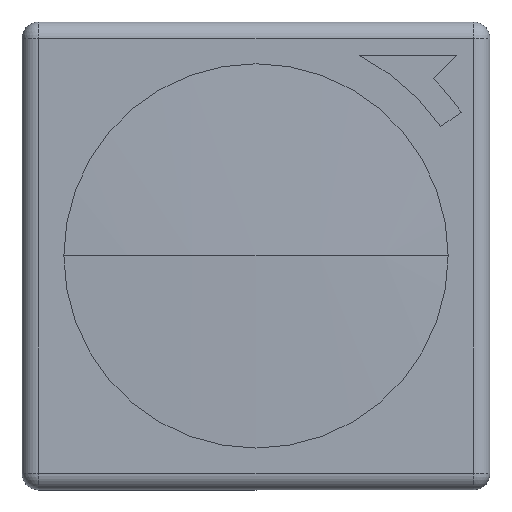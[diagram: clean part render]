
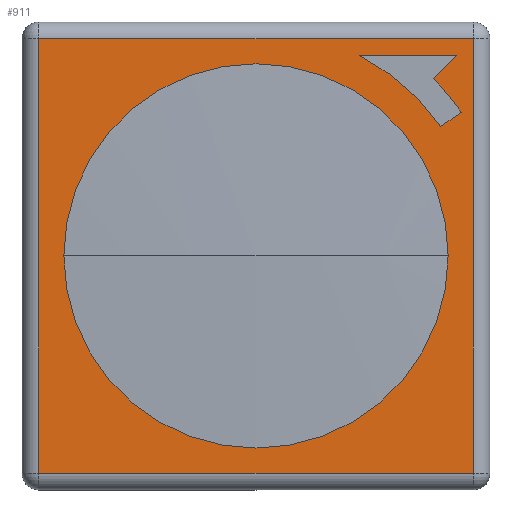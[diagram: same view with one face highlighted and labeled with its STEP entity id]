
A CAD part, top view. The second image highlights one B-rep face of the part: STEP entity #911.
In plain terms, the highlighted planar face has unit normal (0, 0, 1).
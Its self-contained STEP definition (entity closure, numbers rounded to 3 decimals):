
#1 = EDGE_CURVE ( 'NONE', #775, #90, #844, .T. ) ;
#10 = CARTESIAN_POINT ( 'NONE',  ( 0., 0., 0. ) ) ;
#23 = DIRECTION ( 'NONE',  ( 0., 0., -1. ) ) ;
#31 = CARTESIAN_POINT ( 'NONE',  ( 12.287, 8.604, 0. ) ) ;
#33 = CARTESIAN_POINT ( 'NONE',  ( 12.287, 8.604, 0. ) ) ;
#35 = CARTESIAN_POINT ( 'NONE',  ( -13., 13., 0. ) ) ;
#39 = PLANE ( 'NONE',  #632 ) ;
#53 = EDGE_CURVE ( 'NONE', #1235, #449, #1083, .T. ) ;
#62 = FACE_BOUND ( 'NONE', #214, .T. ) ;
#66 = VERTEX_POINT ( 'NONE', #913 ) ;
#90 = VERTEX_POINT ( 'NONE', #1120 ) ;
#110 = VECTOR ( 'NONE', #415, 1000. ) ;
#112 = DIRECTION ( 'NONE',  ( -1., 0., 0. ) ) ;
#162 = CARTESIAN_POINT ( 'NONE',  ( 6.185, 12., 0. ) ) ;
#168 = LINE ( 'NONE', #359, #1153 ) ;
#187 = EDGE_CURVE ( 'NONE', #585, #867, #859, .T. ) ;
#209 = VECTOR ( 'NONE', #858, 1000. ) ;
#210 = VERTEX_POINT ( 'NONE', #650 ) ;
#214 = EDGE_LOOP ( 'NONE', ( #1059, #808 ) ) ;
#231 = CIRCLE ( 'NONE', #572, 13.5 ) ;
#286 = CARTESIAN_POINT ( 'NONE',  ( 14., -13., 0. ) ) ;
#295 = EDGE_LOOP ( 'NONE', ( #433, #463, #1013, #1070 ) ) ;
#306 = CARTESIAN_POINT ( 'NONE',  ( 0., 0., 0. ) ) ;
#307 = VECTOR ( 'NONE', #1115, 1000. ) ;
#312 = EDGE_CURVE ( 'NONE', #449, #66, #1222, .T. ) ;
#323 = CARTESIAN_POINT ( 'NONE',  ( 12., 12., 0. ) ) ;
#325 = CARTESIAN_POINT ( 'NONE',  ( 11.059, 7.743, 0. ) ) ;
#327 = VECTOR ( 'NONE', #1212, 1000. ) ;
#348 = VECTOR ( 'NONE', #998, 1000. ) ;
#359 = CARTESIAN_POINT ( 'NONE',  ( -14., 13., 0. ) ) ;
#368 = LINE ( 'NONE', #697, #110 ) ;
#400 = DIRECTION ( 'NONE',  ( -1., 0., 0. ) ) ;
#409 = AXIS2_PLACEMENT_3D ( 'NONE', #10, #673, #112 ) ;
#415 = DIRECTION ( 'NONE',  ( -1., 0., 0. ) ) ;
#429 = ORIENTED_EDGE ( 'NONE', *, *, #187, .F. ) ;
#433 = ORIENTED_EDGE ( 'NONE', *, *, #865, .T. ) ;
#449 = VERTEX_POINT ( 'NONE', #576 ) ;
#463 = ORIENTED_EDGE ( 'NONE', *, *, #716, .T. ) ;
#493 = VERTEX_POINT ( 'NONE', #162 ) ;
#500 = DIRECTION ( 'NONE',  ( 0., 0., -1. ) ) ;
#506 = DIRECTION ( 'NONE',  ( 0., 0., 1. ) ) ;
#516 = CARTESIAN_POINT ( 'NONE',  ( -13., -14., 0. ) ) ;
#572 = AXIS2_PLACEMENT_3D ( 'NONE', #1094, #500, #1196 ) ;
#576 = CARTESIAN_POINT ( 'NONE',  ( -13., -13., 0. ) ) ;
#580 = CARTESIAN_POINT ( 'NONE',  ( -11.5, 0., 0. ) ) ;
#585 = VERTEX_POINT ( 'NONE', #1152 ) ;
#588 = CARTESIAN_POINT ( 'NONE',  ( 14., -14., 0. ) ) ;
#591 = VECTOR ( 'NONE', #1242, 1000. ) ;
#632 = AXIS2_PLACEMENT_3D ( 'NONE', #588, #23, #689 ) ;
#635 = CARTESIAN_POINT ( 'NONE',  ( 12., 12., 0. ) ) ;
#650 = CARTESIAN_POINT ( 'NONE',  ( 13., 13., 0. ) ) ;
#660 = AXIS2_PLACEMENT_3D ( 'NONE', #306, #984, #400 ) ;
#673 = DIRECTION ( 'NONE',  ( 0., 0., 1. ) ) ;
#689 = DIRECTION ( 'NONE',  ( -1., 0., 0. ) ) ;
#695 = CARTESIAN_POINT ( 'NONE',  ( 13., 14., 0. ) ) ;
#697 = CARTESIAN_POINT ( 'NONE',  ( 6.185, 12., 0. ) ) ;
#716 = EDGE_CURVE ( 'NONE', #210, #1235, #168, .T. ) ;
#767 = EDGE_CURVE ( 'NONE', #90, #775, #1098, .T. ) ;
#775 = VERTEX_POINT ( 'NONE', #580 ) ;
#796 = EDGE_CURVE ( 'NONE', #1201, #585, #826, .T. ) ;
#808 = ORIENTED_EDGE ( 'NONE', *, *, #1, .F. ) ;
#824 = FACE_BOUND ( 'NONE', #1188, .T. ) ;
#826 = CIRCLE ( 'NONE', #660, 15. ) ;
#844 = CIRCLE ( 'NONE', #1085, 11.5 ) ;
#858 = DIRECTION ( 'NONE',  ( 1., 0., 0. ) ) ;
#859 = LINE ( 'NONE', #635, #591 ) ;
#865 = EDGE_CURVE ( 'NONE', #66, #210, #1130, .T. ) ;
#867 = VERTEX_POINT ( 'NONE', #323 ) ;
#911 = ADVANCED_FACE ( 'NONE', ( #62, #1097, #824 ), #39, .F. ) ;
#913 = CARTESIAN_POINT ( 'NONE',  ( 13., -13., 0. ) ) ;
#917 = EDGE_CURVE ( 'NONE', #493, #1186, #231, .T. ) ;
#972 = ORIENTED_EDGE ( 'NONE', *, *, #1005, .F. ) ;
#984 = DIRECTION ( 'NONE',  ( 0., 0., 1. ) ) ;
#998 = DIRECTION ( 'NONE',  ( 0., 1., 0. ) ) ;
#1005 = EDGE_CURVE ( 'NONE', #1186, #1201, #1135, .T. ) ;
#1013 = ORIENTED_EDGE ( 'NONE', *, *, #53, .T. ) ;
#1015 = ORIENTED_EDGE ( 'NONE', *, *, #796, .F. ) ;
#1051 = ORIENTED_EDGE ( 'NONE', *, *, #1189, .F. ) ;
#1059 = ORIENTED_EDGE ( 'NONE', *, *, #767, .F. ) ;
#1070 = ORIENTED_EDGE ( 'NONE', *, *, #312, .T. ) ;
#1083 = LINE ( 'NONE', #516, #307 ) ;
#1085 = AXIS2_PLACEMENT_3D ( 'NONE', #1106, #506, #1204 ) ;
#1094 = CARTESIAN_POINT ( 'NONE',  ( 0., 0., 0. ) ) ;
#1097 = FACE_OUTER_BOUND ( 'NONE', #295, .T. ) ;
#1098 = CIRCLE ( 'NONE', #409, 11.5 ) ;
#1106 = CARTESIAN_POINT ( 'NONE',  ( 0., 0., 0. ) ) ;
#1115 = DIRECTION ( 'NONE',  ( 0., -1., 0. ) ) ;
#1120 = CARTESIAN_POINT ( 'NONE',  ( 11.5, 0., 0. ) ) ;
#1130 = LINE ( 'NONE', #695, #348 ) ;
#1135 = LINE ( 'NONE', #33, #327 ) ;
#1142 = DIRECTION ( 'NONE',  ( -1., 0., 0. ) ) ;
#1152 = CARTESIAN_POINT ( 'NONE',  ( 10.607, 10.607, 0. ) ) ;
#1153 = VECTOR ( 'NONE', #1142, 1000. ) ;
#1186 = VERTEX_POINT ( 'NONE', #325 ) ;
#1188 = EDGE_LOOP ( 'NONE', ( #1224, #1051, #429, #1015, #972 ) ) ;
#1189 = EDGE_CURVE ( 'NONE', #867, #493, #368, .T. ) ;
#1196 = DIRECTION ( 'NONE',  ( -1., 0., 0. ) ) ;
#1201 = VERTEX_POINT ( 'NONE', #31 ) ;
#1204 = DIRECTION ( 'NONE',  ( -1., 0., 0. ) ) ;
#1212 = DIRECTION ( 'NONE',  ( 0.819, 0.574, 0. ) ) ;
#1222 = LINE ( 'NONE', #286, #209 ) ;
#1224 = ORIENTED_EDGE ( 'NONE', *, *, #917, .F. ) ;
#1235 = VERTEX_POINT ( 'NONE', #35 ) ;
#1242 = DIRECTION ( 'NONE',  ( 0.707, 0.707, 0. ) ) ;
